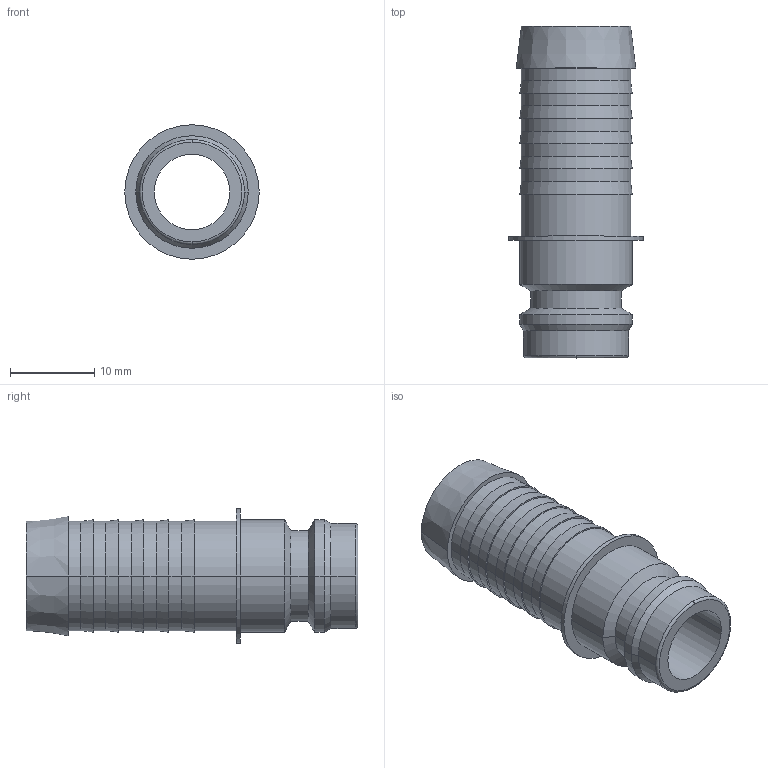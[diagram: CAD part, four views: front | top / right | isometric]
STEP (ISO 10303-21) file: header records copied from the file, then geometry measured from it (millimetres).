
FILE_DESCRIPTION(('STEP AP214'),'1');
FILE_NAME('eshe_13_sl.stp','2020-04-22T06:07:01',('TraceParts'),('TraceParts S.A.'),'Spatial InterOp 3D',' ',' ');
FILE_SCHEMA(('automotive_design'));
Length unit declared in the file: millimetre
Products named in the file (1): 1
Bounding box: 16 x 39.5 x 16 mm (x, y, z)
Volume: 2764.3 mm3; surface area: 3114.6 mm2
Topology: 1 solids, 1 shells, 54 faces, 111 edges, 67 vertices
Faces by surface type: cylinder 24, cone 18, plane 10, torus 2
Entity records: 1888 total; most frequent: DIRECTION 290, CARTESIAN_POINT 233, ORIENTED_EDGE 222, AXIS2_PLACEMENT_3D 124, EDGE_CURVE 111, CIRCLE 69, VERTEX_POINT 67, EDGE_LOOP 64
